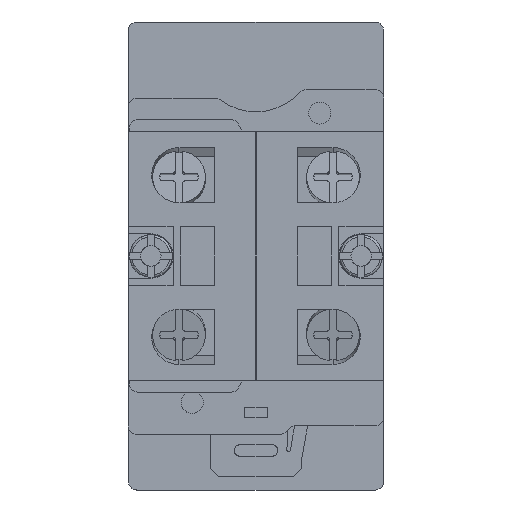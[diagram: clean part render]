
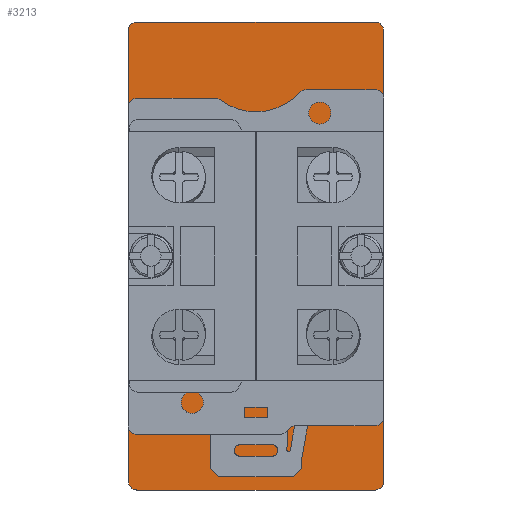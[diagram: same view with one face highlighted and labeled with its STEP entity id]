
A CAD part, front view. The second image highlights one B-rep face of the part: STEP entity #3213.
In plain terms, the highlighted planar face has unit normal (0, -1, 0).
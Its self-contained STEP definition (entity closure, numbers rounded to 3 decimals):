
#3213=ADVANCED_FACE('',(#11430,#11432),#11434,.F.);
#11430=FACE_BOUND('',#11431,.T.);
#11431=EDGE_LOOP('',(#18509,#18510,#18511,#18512,#18513,#18514,#18515,#18516));
#11432=FACE_BOUND('',#11433,.T.);
#11433=EDGE_LOOP('',(#18517));
#11434=PLANE('',#11435);
#11435=AXIS2_PLACEMENT_3D('',#11436,#11437,#11438);
#11436=CARTESIAN_POINT('',(0.,12.5,0.));
#11437=DIRECTION('',(0.,1.,0.));
#11438=DIRECTION('',(1.,0.,0.));
#18509=ORIENTED_EDGE('',*,*,#23237,.F.);
#18510=ORIENTED_EDGE('',*,*,#23238,.T.);
#18511=ORIENTED_EDGE('',*,*,#23239,.F.);
#18512=ORIENTED_EDGE('',*,*,#23240,.T.);
#18513=ORIENTED_EDGE('',*,*,#23241,.F.);
#18514=ORIENTED_EDGE('',*,*,#23242,.T.);
#18515=ORIENTED_EDGE('',*,*,#23243,.F.);
#18516=ORIENTED_EDGE('',*,*,#23244,.T.);
#18517=ORIENTED_EDGE('',*,*,#23236,.T.);
#23236=EDGE_CURVE('',#26822,#26822,#26823,.T.);
#23237=EDGE_CURVE('',#26824,#26825,#26826,.T.);
#23238=EDGE_CURVE('',#26824,#26827,#26828,.T.);
#23239=EDGE_CURVE('',#26829,#26827,#26830,.T.);
#23240=EDGE_CURVE('',#26829,#26831,#26832,.T.);
#23241=EDGE_CURVE('',#26833,#26831,#26834,.T.);
#23242=EDGE_CURVE('',#26833,#26835,#26836,.T.);
#23243=EDGE_CURVE('',#26837,#26835,#26838,.T.);
#23244=EDGE_CURVE('',#26837,#26825,#26839,.T.);
#26822=VERTEX_POINT('',#34020);
#26823=CIRCLE('',#34021,14.75);
#26824=VERTEX_POINT('',#34025);
#26825=VERTEX_POINT('',#34026);
#26826=LINE('',#34027,#34028);
#26827=VERTEX_POINT('',#34030);
#26828=(BOUNDED_CURVE()B_SPLINE_CURVE(3,
(#34031,#34032,#34033,#34034),
.UNSPECIFIED.,.F.,.F.)B_SPLINE_CURVE_WITH_KNOTS((4,4),
(0.,1.),
.UNSPECIFIED.)CURVE()GEOMETRIC_REPRESENTATION_ITEM()RATIONAL_B_SPLINE_CURVE((1.,
0.805,0.805,1.))REPRESENTATION_ITEM(''));
#26829=VERTEX_POINT('',#34035);
#26830=LINE('',#34036,#34037);
#26831=VERTEX_POINT('',#34039);
#26832=(BOUNDED_CURVE()B_SPLINE_CURVE(3,
(#34040,#34041,#34042,#34043),
.UNSPECIFIED.,.F.,.F.)B_SPLINE_CURVE_WITH_KNOTS((4,4),
(0.,1.),
.UNSPECIFIED.)CURVE()GEOMETRIC_REPRESENTATION_ITEM()RATIONAL_B_SPLINE_CURVE((1.,
0.805,0.805,1.))REPRESENTATION_ITEM(''));
#26833=VERTEX_POINT('',#34044);
#26834=LINE('',#34045,#34046);
#26835=VERTEX_POINT('',#34048);
#26836=(BOUNDED_CURVE()B_SPLINE_CURVE(3,
(#34049,#34050,#34051,#34052),
.UNSPECIFIED.,.F.,.F.)B_SPLINE_CURVE_WITH_KNOTS((4,4),
(0.,1.),
.UNSPECIFIED.)CURVE()GEOMETRIC_REPRESENTATION_ITEM()RATIONAL_B_SPLINE_CURVE((1.,
0.805,0.805,1.))REPRESENTATION_ITEM(''));
#26837=VERTEX_POINT('',#34053);
#26838=LINE('',#34054,#34055);
#26839=(BOUNDED_CURVE()B_SPLINE_CURVE(3,
(#34057,#34058,#34059,#34060),
.UNSPECIFIED.,.F.,.F.)B_SPLINE_CURVE_WITH_KNOTS((4,4),
(0.,1.),
.UNSPECIFIED.)CURVE()GEOMETRIC_REPRESENTATION_ITEM()RATIONAL_B_SPLINE_CURVE((1.,
0.805,0.805,1.))REPRESENTATION_ITEM(''));
#34020=CARTESIAN_POINT('',(14.75,12.5,0.));
#34021=AXIS2_PLACEMENT_3D('',#34022,#34023,#34024);
#34022=CARTESIAN_POINT('',(0.,12.5,0.));
#34023=DIRECTION('',(0.,1.,0.));
#34024=DIRECTION('',(1.,0.,0.));
#34025=CARTESIAN_POINT('',(14.001,12.5,-27.5));
#34026=CARTESIAN_POINT('',(-14.001,12.5,-27.5));
#34027=CARTESIAN_POINT('',(14.001,12.5,-27.5));
#34028=VECTOR('',#34029,1.);
#34029=DIRECTION('',(-1.,0.,0.));
#34030=CARTESIAN_POINT('',(15.,12.5,-26.501));
#34031=CARTESIAN_POINT('',(14.001,12.5,-27.5));
#34032=CARTESIAN_POINT('',(14.586,12.5,-27.5));
#34033=CARTESIAN_POINT('',(15.,12.5,-27.086));
#34034=CARTESIAN_POINT('',(15.,12.5,-26.501));
#34035=CARTESIAN_POINT('',(15.,12.5,26.501));
#34036=CARTESIAN_POINT('',(15.,12.5,26.501));
#34037=VECTOR('',#34038,1.);
#34038=DIRECTION('',(0.,0.,-1.));
#34039=CARTESIAN_POINT('',(14.001,12.5,27.5));
#34040=CARTESIAN_POINT('',(15.,12.5,26.501));
#34041=CARTESIAN_POINT('',(15.,12.5,27.086));
#34042=CARTESIAN_POINT('',(14.586,12.5,27.5));
#34043=CARTESIAN_POINT('',(14.001,12.5,27.5));
#34044=CARTESIAN_POINT('',(-14.001,12.5,27.5));
#34045=CARTESIAN_POINT('',(-14.001,12.5,27.5));
#34046=VECTOR('',#34047,1.);
#34047=DIRECTION('',(1.,0.,0.));
#34048=CARTESIAN_POINT('',(-15.,12.5,26.501));
#34049=CARTESIAN_POINT('',(-14.001,12.5,27.5));
#34050=CARTESIAN_POINT('',(-14.586,12.5,27.5));
#34051=CARTESIAN_POINT('',(-15.,12.5,27.086));
#34052=CARTESIAN_POINT('',(-15.,12.5,26.501));
#34053=CARTESIAN_POINT('',(-15.,12.5,-26.501));
#34054=CARTESIAN_POINT('',(-15.,12.5,-26.501));
#34055=VECTOR('',#34056,1.);
#34056=DIRECTION('',(0.,0.,1.));
#34057=CARTESIAN_POINT('',(-15.,12.5,-26.501));
#34058=CARTESIAN_POINT('',(-15.,12.5,-27.086));
#34059=CARTESIAN_POINT('',(-14.586,12.5,-27.5));
#34060=CARTESIAN_POINT('',(-14.001,12.5,-27.5));
